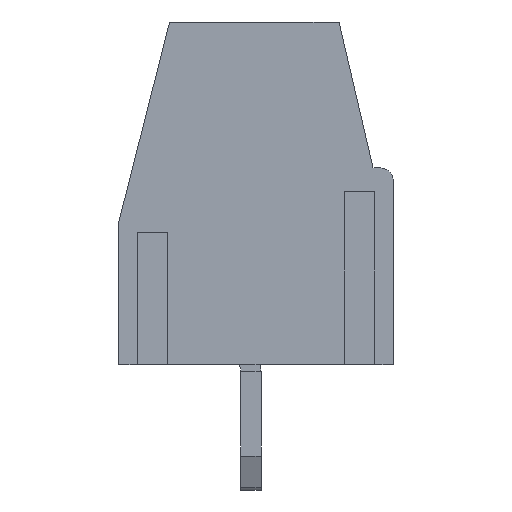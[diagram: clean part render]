
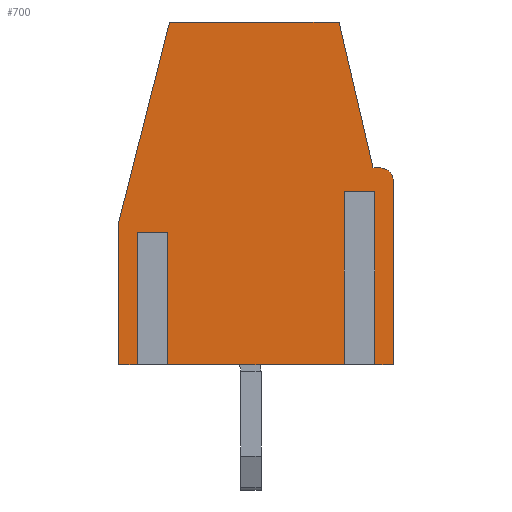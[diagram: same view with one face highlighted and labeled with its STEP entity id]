
A CAD part, left-side view. The second image highlights one B-rep face of the part: STEP entity #700.
In plain terms, the highlighted planar face has unit normal (-1, 0, 0).
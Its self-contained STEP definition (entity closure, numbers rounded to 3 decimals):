
#700=ADVANCED_FACE('',(#2835),#2837,.T.);
#2835=FACE_BOUND('',#2836,.T.);
#2836=EDGE_LOOP('',(#4535,#4536,#4537,#4538,#4539,#4540,#4541,#4542,#4543,#4544,
#4545,#4546,#4547,#4548,#4549,#4550));
#2837=PLANE('',#2838);
#2838=AXIS2_PLACEMENT_3D('',#2839,#2840,#2841);
#2839=CARTESIAN_POINT('',(-2.5,0.,0.));
#2840=DIRECTION('',(-1.,0.,0.));
#2841=DIRECTION('',(0.,0.,-1.));
#4535=ORIENTED_EDGE('',*,*,#5740,.F.);
#4536=ORIENTED_EDGE('',*,*,#5741,.F.);
#4537=ORIENTED_EDGE('',*,*,#5742,.F.);
#4538=ORIENTED_EDGE('',*,*,#5743,.T.);
#4539=ORIENTED_EDGE('',*,*,#5744,.T.);
#4540=ORIENTED_EDGE('',*,*,#5745,.T.);
#4541=ORIENTED_EDGE('',*,*,#5746,.T.);
#4542=ORIENTED_EDGE('',*,*,#5747,.T.);
#4543=ORIENTED_EDGE('',*,*,#5647,.T.);
#4544=ORIENTED_EDGE('',*,*,#5729,.T.);
#4545=ORIENTED_EDGE('',*,*,#5748,.T.);
#4546=ORIENTED_EDGE('',*,*,#5749,.T.);
#4547=ORIENTED_EDGE('',*,*,#5750,.F.);
#4548=ORIENTED_EDGE('',*,*,#5751,.F.);
#4549=ORIENTED_EDGE('',*,*,#5752,.F.);
#4550=ORIENTED_EDGE('',*,*,#5753,.T.);
#5647=EDGE_CURVE('',#6298,#6296,#6299,.T.);
#5729=EDGE_CURVE('',#6296,#6447,#6449,.T.);
#5740=EDGE_CURVE('',#6469,#6470,#6471,.T.);
#5741=EDGE_CURVE('',#6472,#6469,#6473,.F.);
#5742=EDGE_CURVE('',#6474,#6472,#6475,.T.);
#5743=EDGE_CURVE('',#6474,#6476,#6477,.T.);
#5744=EDGE_CURVE('',#6476,#6478,#6479,.T.);
#5745=EDGE_CURVE('',#6478,#6480,#6481,.T.);
#5746=EDGE_CURVE('',#6480,#6482,#6483,.T.);
#5747=EDGE_CURVE('',#6482,#6298,#6484,.T.);
#5748=EDGE_CURVE('',#6447,#6485,#6486,.T.);
#5749=EDGE_CURVE('',#6485,#6487,#6488,.T.);
#5750=EDGE_CURVE('',#6489,#6487,#6490,.T.);
#5751=EDGE_CURVE('',#6491,#6489,#6492,.F.);
#5752=EDGE_CURVE('',#6493,#6491,#6494,.T.);
#5753=EDGE_CURVE('',#6493,#6470,#6495,.T.);
#6296=VERTEX_POINT('',#7352);
#6298=VERTEX_POINT('',#7356);
#6299=LINE('',#7357,#7358);
#6447=VERTEX_POINT('',#7678);
#6449=LINE('',#7682,#7683);
#6469=VERTEX_POINT('',#7724);
#6470=VERTEX_POINT('',#7725);
#6471=LINE('',#7726,#7727);
#6472=VERTEX_POINT('',#7729);
#6473=LINE('',#7730,#7731);
#6474=VERTEX_POINT('',#7733);
#6475=LINE('',#7734,#7735);
#6476=VERTEX_POINT('',#7737);
#6477=LINE('',#7738,#7739);
#6478=VERTEX_POINT('',#7741);
#6479=LINE('',#7742,#7743);
#6480=VERTEX_POINT('',#7745);
#6481=CIRCLE('',#7746,0.4);
#6482=VERTEX_POINT('',#7750);
#6483=LINE('',#7751,#7752);
#6484=LINE('',#7754,#7755);
#6485=VERTEX_POINT('',#7757);
#6486=LINE('',#7758,#7759);
#6487=VERTEX_POINT('',#7761);
#6488=LINE('',#7762,#7763);
#6489=VERTEX_POINT('',#7765);
#6490=LINE('',#7766,#7767);
#6491=VERTEX_POINT('',#7769);
#6492=LINE('',#7770,#7771);
#6493=VERTEX_POINT('',#7773);
#6494=LINE('',#7774,#7775);
#6495=LINE('',#7777,#7778);
#7352=CARTESIAN_POINT('',(-2.5,2.4,10.1));
#7356=CARTESIAN_POINT('',(-2.5,-2.6,10.1));
#7357=CARTESIAN_POINT('',(-2.5,-2.6,10.1));
#7358=VECTOR('',#7359,1.);
#7359=DIRECTION('',(0.,1.,0.));
#7678=CARTESIAN_POINT('',(-2.5,3.9,4.2));
#7682=CARTESIAN_POINT('',(-2.5,2.4,10.1));
#7683=VECTOR('',#7684,1.);
#7684=DIRECTION('',(0.,0.246,-0.969));
#7724=CARTESIAN_POINT('',(-2.5,-2.9,5.1));
#7725=CARTESIAN_POINT('',(-2.5,-2.9,0.));
#7726=CARTESIAN_POINT('',(-2.5,-2.9,5.1));
#7727=VECTOR('',#7728,1.);
#7728=DIRECTION('',(0.,0.,-1.));
#7729=CARTESIAN_POINT('',(-2.5,-3.5,5.1));
#7730=CARTESIAN_POINT('',(-2.5,-2.9,5.1));
#7731=VECTOR('',#7732,1.);
#7732=DIRECTION('',(0.,-1.,0.));
#7733=CARTESIAN_POINT('',(-2.5,-3.5,0.));
#7734=CARTESIAN_POINT('',(-2.5,-3.5,0.));
#7735=VECTOR('',#7736,1.);
#7736=DIRECTION('',(0.,0.,1.));
#7737=CARTESIAN_POINT('',(-2.5,-4.2,0.));
#7738=CARTESIAN_POINT('',(-2.5,-3.5,0.));
#7739=VECTOR('',#7740,1.);
#7740=DIRECTION('',(0.,-1.,0.));
#7741=CARTESIAN_POINT('',(-2.5,-4.2,5.4));
#7742=CARTESIAN_POINT('',(-2.5,-4.2,0.));
#7743=VECTOR('',#7744,1.);
#7744=DIRECTION('',(0.,0.,1.));
#7745=CARTESIAN_POINT('',(-2.5,-3.8,5.8));
#7746=AXIS2_PLACEMENT_3D('',#7747,#7748,#7749);
#7747=CARTESIAN_POINT('',(-2.5,-3.8,5.4));
#7748=DIRECTION('',(-1.,-0.,-0.));
#7749=DIRECTION('',(0.,-1.,0.));
#7750=CARTESIAN_POINT('',(-2.5,-3.6,5.8));
#7751=CARTESIAN_POINT('',(-2.5,-3.8,5.8));
#7752=VECTOR('',#7753,1.);
#7753=DIRECTION('',(0.,1.,0.));
#7754=CARTESIAN_POINT('',(-2.5,-3.6,5.8));
#7755=VECTOR('',#7756,1.);
#7756=DIRECTION('',(0.,0.227,0.974));
#7757=CARTESIAN_POINT('',(-2.5,3.9,0.));
#7758=CARTESIAN_POINT('',(-2.5,3.9,4.2));
#7759=VECTOR('',#7760,1.);
#7760=DIRECTION('',(0.,0.,-1.));
#7761=CARTESIAN_POINT('',(-2.5,3.2,0.));
#7762=CARTESIAN_POINT('',(-2.5,3.9,0.));
#7763=VECTOR('',#7764,1.);
#7764=DIRECTION('',(0.,-1.,0.));
#7765=CARTESIAN_POINT('',(-2.5,3.2,3.9));
#7766=CARTESIAN_POINT('',(-2.5,3.2,3.9));
#7767=VECTOR('',#7768,1.);
#7768=DIRECTION('',(0.,0.,-1.));
#7769=CARTESIAN_POINT('',(-2.5,2.6,3.9));
#7770=CARTESIAN_POINT('',(-2.5,3.2,3.9));
#7771=VECTOR('',#7772,1.);
#7772=DIRECTION('',(0.,-1.,0.));
#7773=CARTESIAN_POINT('',(-2.5,2.6,0.));
#7774=CARTESIAN_POINT('',(-2.5,2.6,0.));
#7775=VECTOR('',#7776,1.);
#7776=DIRECTION('',(0.,0.,1.));
#7777=CARTESIAN_POINT('',(-2.5,2.6,0.));
#7778=VECTOR('',#7779,1.);
#7779=DIRECTION('',(0.,-1.,0.));
